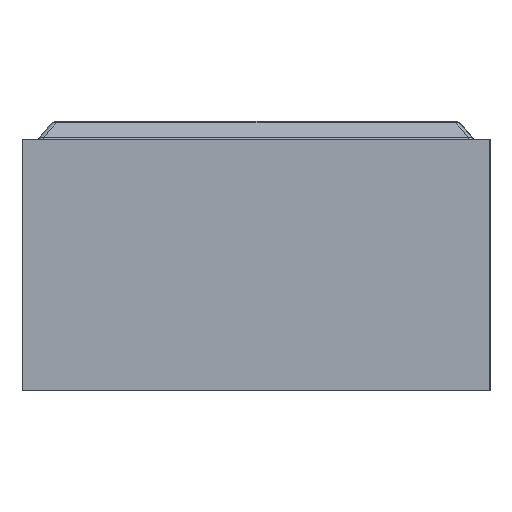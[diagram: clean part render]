
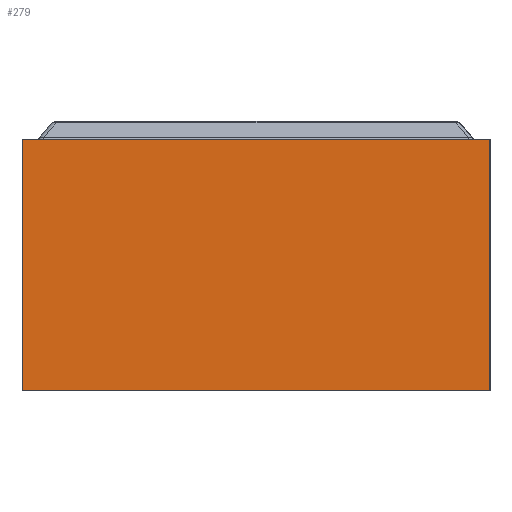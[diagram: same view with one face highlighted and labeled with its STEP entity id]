
A CAD part, left-side view. The second image highlights one B-rep face of the part: STEP entity #279.
In plain terms, the highlighted planar face has unit normal (-1, 0, 0).
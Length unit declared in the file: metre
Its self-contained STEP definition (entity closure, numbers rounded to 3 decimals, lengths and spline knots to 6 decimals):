
#279=ADVANCED_FACE('0:392',(#516),#517,.T.);
#516=FACE_OUTER_BOUND('',#747,.T.);
#517=PLANE('',#748);
#747=EDGE_LOOP('',(#1177,#1178,#1179,#1180));
#748=AXIS2_PLACEMENT_3D('',#1181,#1182,#1183);
#1177=ORIENTED_EDGE('',*,*,#1573,.T.);
#1178=ORIENTED_EDGE('',*,*,#1592,.T.);
#1179=ORIENTED_EDGE('',*,*,#1596,.F.);
#1180=ORIENTED_EDGE('',*,*,#1597,.T.);
#1181=CARTESIAN_POINT('',(0.0,0.0004,0.0004));
#1182=DIRECTION('',(-1.0,0.0,0.0));
#1183=DIRECTION('',(0.0,0.0,1.0));
#1573=EDGE_CURVE('0:445',#1858,#1856,#1859,.T.);
#1592=EDGE_CURVE('0:493',#1856,#1887,#1889,.T.);
#1596=EDGE_CURVE('0:499',#1893,#1887,#1894,.T.);
#1597=EDGE_CURVE('0:502',#1893,#1858,#1895,.T.);
#1856=VERTEX_POINT('',#2242);
#1858=VERTEX_POINT('',#2245);
#1859=LINE('',#2246,#2247);
#1887=VERTEX_POINT('',#2289);
#1889=LINE('',#2292,#2293);
#1893=VERTEX_POINT('',#2298);
#1894=LINE('',#2299,#2300);
#1895=LINE('',#2301,#2302);
#2242=CARTESIAN_POINT('',(0.0,0.0,0.000415));
#2245=CARTESIAN_POINT('',(0.0,0.0,-0.000015));
#2246=CARTESIAN_POINT('',(0.0,0.0,0.0004));
#2247=VECTOR('',#2653,1.0);
#2289=CARTESIAN_POINT('',(0.0,0.0008,0.000415));
#2292=CARTESIAN_POINT('',(0.0,0.0004,0.000415));
#2293=VECTOR('',#2669,1.0);
#2298=CARTESIAN_POINT('',(0.0,0.0008,-0.000015));
#2299=CARTESIAN_POINT('',(0.0,0.0008,0.0004));
#2300=VECTOR('',#2671,1.0);
#2301=CARTESIAN_POINT('',(0.0,0.0004,-0.000015));
#2302=VECTOR('',#2672,1.0);
#2653=DIRECTION('',(0.0,0.0,1.0));
#2669=DIRECTION('',(0.0,1.0,0.0));
#2671=DIRECTION('',(0.0,0.0,1.0));
#2672=DIRECTION('',(0.0,-1.0,0.0));
